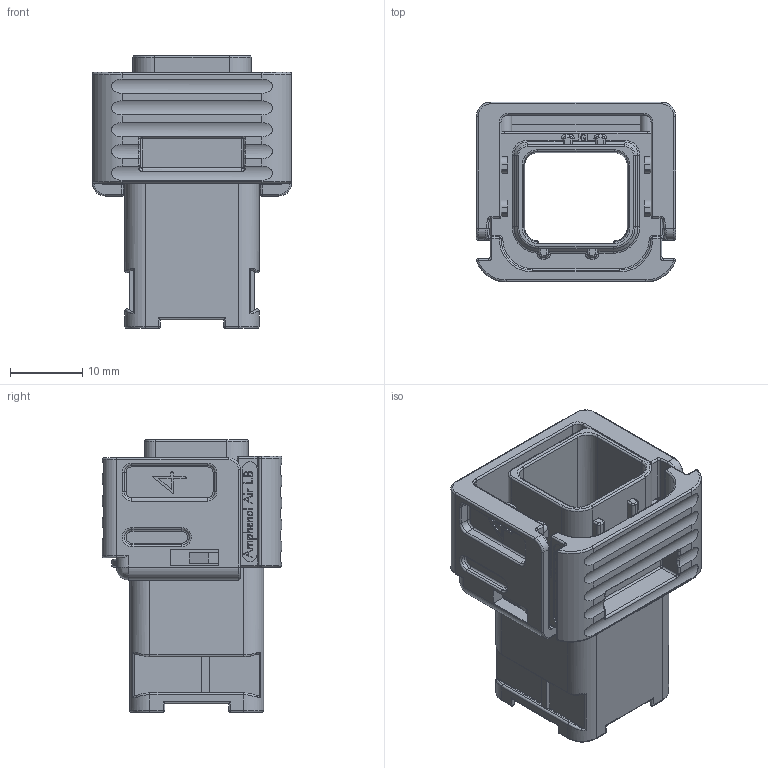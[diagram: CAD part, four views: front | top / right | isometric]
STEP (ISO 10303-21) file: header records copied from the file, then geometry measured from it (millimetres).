
FILE_DESCRIPTION((''),'2;1');
FILE_NAME('SIM3B20G000','2020-08-24T',('presta_be4'),(''),'CREO PARAMETRIC BY PTC INC, 2018360','CREO PARAMETRIC BY PTC INC, 2018360','');
FILE_SCHEMA(('CONFIG_CONTROL_DESIGN'));
Length unit declared in the file: millimetre
Products named in the file (1): SIM3B20G000
Bounding box: 27.5 x 24.8 x 37.64 mm (x, y, z)
Volume: 7451.2 mm3; surface area: 9011 mm2
Topology: 1 solids, 1 shells, 1542 faces, 3963 edges, 2477 vertices
Faces by surface type: plane 604, cylinder 359, extrusion 342, torus 126, bspline 65, sphere 38, cone 8
Entity records: 51850 total; most frequent: CARTESIAN_POINT 15967, ORIENTED_EDGE 7926, DIRECTION 6427, EDGE_CURVE 3963, VECTOR 2573, VERTEX_POINT 2477, LINE 2231, AXIS2_PLACEMENT_3D 1927
